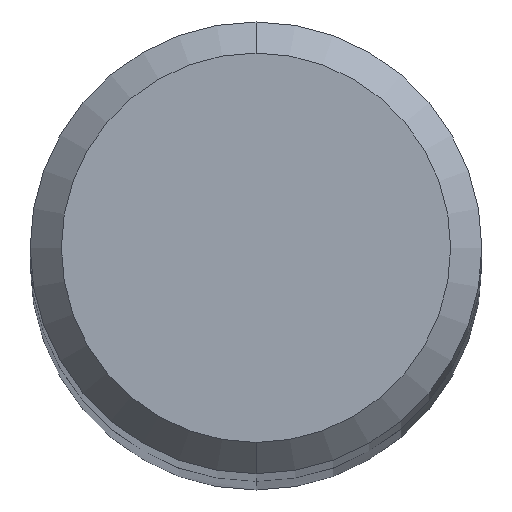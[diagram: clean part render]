
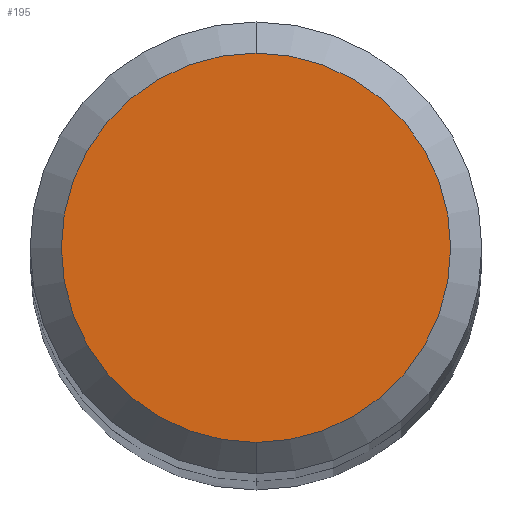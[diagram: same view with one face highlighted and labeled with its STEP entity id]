
A CAD part, top view. The second image highlights one B-rep face of the part: STEP entity #195.
In plain terms, the highlighted planar face has unit normal (0, 0, 1).
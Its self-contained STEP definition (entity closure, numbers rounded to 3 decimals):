
#195=ADVANCED_FACE('',(#458),#459,.T.);
#291=VERTEX_POINT('',#567);
#323=VERTEX_POINT('',#602);
#327=EDGE_CURVE('',#291,#323,#606,.T.);
#349=EDGE_CURVE('',#323,#291,#630,.T.);
#458=FACE_OUTER_BOUND('',#798,.T.);
#459=PLANE('',#799);
#567=CARTESIAN_POINT('',(0.,-1.25,26.0));
#602=CARTESIAN_POINT('',(0.0,1.25,26.0));
#606=CIRCLE('',#1140,1.25);
#630=CIRCLE('',#1219,1.25);
#798=EDGE_LOOP('',(#1349,#1350));
#799=AXIS2_PLACEMENT_3D('',#1351,#1352,#1353);
#1140=AXIS2_PLACEMENT_3D('',#1518,#1519,#1520);
#1219=AXIS2_PLACEMENT_3D('',#1549,#1550,#1551);
#1349=ORIENTED_EDGE('',*,*,#349,.F.);
#1350=ORIENTED_EDGE('',*,*,#327,.F.);
#1351=CARTESIAN_POINT('',(0.0,0.625,26.0));
#1352=DIRECTION('',(-0.0,0.0,1.0));
#1353=DIRECTION('',(0.0,-1.0,0.0));
#1518=CARTESIAN_POINT('',(0.0,0.0,26.0));
#1519=DIRECTION('',(0.0,0.0,-1.0));
#1520=DIRECTION('',(0.0,1.0,0.0));
#1549=CARTESIAN_POINT('',(0.0,0.0,26.0));
#1550=DIRECTION('',(0.0,0.0,-1.0));
#1551=DIRECTION('',(0.0,1.0,0.0));
